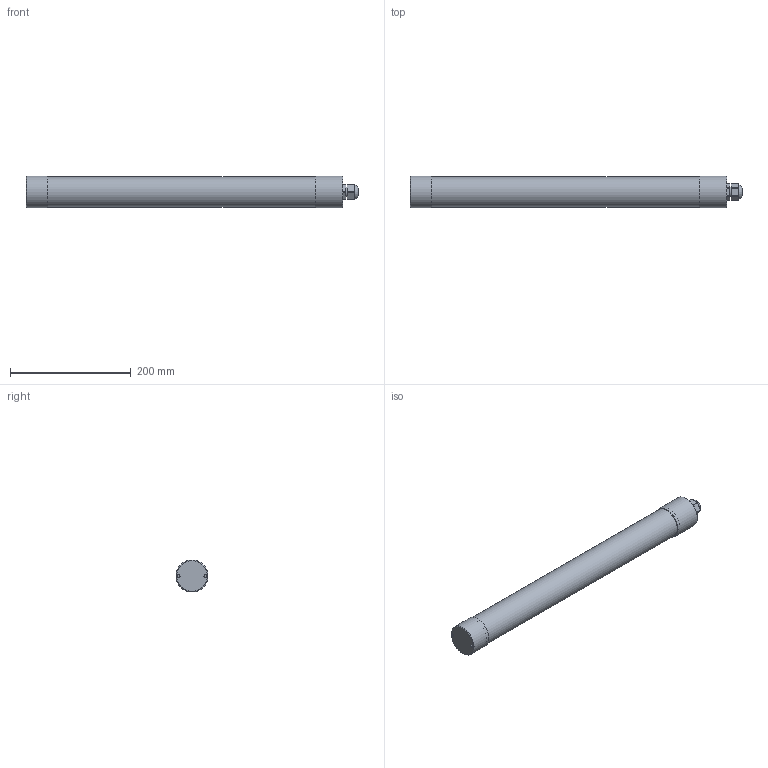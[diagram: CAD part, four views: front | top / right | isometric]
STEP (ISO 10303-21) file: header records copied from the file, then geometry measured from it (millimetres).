
FILE_DESCRIPTION(/* description */ (''),/* implementation_level */ '2;1');
FILE_NAME(/* name */ 'KE-LED-EX 5018.stp',/* time_stamp */ '2025-05-21T07:31:26+02:00',/* author */ ('stree'),/* organization */ (''),/* preprocessor_version */ 'ST-DEVELOPER v20.1',/* originating_system */ 'Autodesk Inventor 2026',/* authorisation */ '');
FILE_SCHEMA (('AUTOMOTIVE_DESIGN { 1 0 10303 214 3 1 1 }'));
Length unit declared in the file: millimetre
Products named in the file (6): KE-LED-EX 5018 Baugruppe; Kabelverschraubung M20; KE-LED-EX 5018 2.Platine; KE-LED-EX 4003 Rohr; KE-LED-EX 4003 Verschraubung Oben; KE-LED-EX 4003 Verschraubung Unten
Assembly tree (5 placements, depth 2):
  KE-LED-EX 5018 Baugruppe
    Kabelverschraubung M20
    KE-LED-EX 5018 2.Platine
    KE-LED-EX 4003 Rohr
    KE-LED-EX 4003 Verschraubung Oben
    KE-LED-EX 4003 Verschraubung Unten
Bounding box: 550 x 53 x 53 mm (x, y, z)
Volume: 732170.9 mm3; surface area: 266512.5 mm2
Topology: 5 solids, 6 shells, 209 faces, 421 edges, 271 vertices
Faces by surface type: plane 102, cylinder 66, torus 36, cone 4, bspline 1
Full cylindrical faces by diameter (mm): 3 x18, 5.3 x4, 6 x4, 8 x6, 10 x1, 18 x1, 19 x1, 20 x2, 25.7 x1, 40 x2, 42 x1, 48 x4, 49 x4, 50 x1, 50.5 x2, 53 x2
Entity records: 5934 total; most frequent: DIRECTION 1100, CARTESIAN_POINT 937, ORIENTED_EDGE 840, AXIS2_PLACEMENT_3D 461, EDGE_CURVE 420, VERTEX_POINT 269, EDGE_LOOP 267, CIRCLE 242
